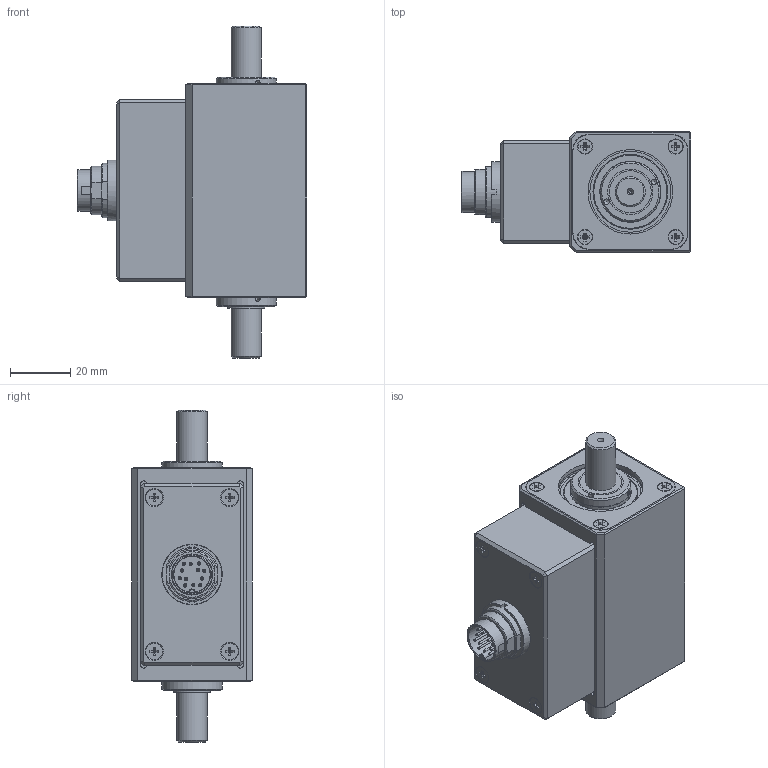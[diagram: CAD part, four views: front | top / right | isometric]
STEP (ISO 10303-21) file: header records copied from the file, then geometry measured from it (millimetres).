
FILE_DESCRIPTION( ( 'Unknown' ), '1' );
FILE_NAME( 'Dr2643-10Nm.stp', 'Unknown', ( 'Unknown' ), ( 'Unknown' ), 'PSStep 17.0.49', 'Unknown', ' ' );
FILE_SCHEMA( ( 'AUTOMOTIVE_DESIGN { 1 0 10303 214 1 1 1 1 }' ) );
Length unit declared in the file: millimetre
Products named in the file (20): 2643-B02_DOC-00044355; 2643-006_doc-00044138; 2643-013_doc-00044176; Senkschraube DIN 965-M2,5x5-H; 2643-B13_DOC-00064790; 2634-007_doc-00044141; DIN 625-T1-6002-2Z_15x32x9; 2643-039_DOC-00064791; 2643-031_Mutter mit Zuhaltung für 10Nm_DOC-00066487; DOC-00066488; 2643-B15_Elektronikgehäuse_DOC-00067869; Senkschraube DIN 965-M3x30-H; 2643-107_DOC-00105004; Assem1; mutter_09-0323-89-06_DOC-00067592; cerl0B20E61Fok6c
Assembly tree (35 placements, depth 3):
  Assem1
    mutter_09-0323-89-06_DOC-00067592
    cerl0B20E61Fok6c
    2643-B02_DOC-00044355
      2643-006_doc-00044138
      2643-013_doc-00044176  x2
      Senkschraube DIN 965-M2,5x5-H  x8
    2643-B13_DOC-00064790
      2634-007_doc-00044141
      DIN 625-T1-6002-2Z_15x32x9  x2
      DIN 625-T1-6002-2Z_15x32x9  x2
      DIN 625-T1-6002-2Z_15x32x9  x2
      DIN 625-T1-6002-2Z_15x32x9  x2
      DIN 625-T1-6002-2Z_15x32x9  x2
      2643-039_DOC-00064791
      2643-031_Mutter mit Zuhaltung für 10Nm_DOC-00066487
      DOC-00066488
    2643-B15_Elektronikgehäuse_DOC-00067869
      Senkschraube DIN 965-M3x30-H  x4
      2643-107_DOC-00105004
Bounding box: 76 x 40 x 110 mm (x, y, z)
Volume: 88354.8 mm3; surface area: 63873.2 mm2
Topology: 32 solids, 34 shells, 767 faces, 1802 edges, 1163 vertices
Faces by surface type: plane 373, cylinder 221, cone 89, torus 83, bspline 1
Full cylindrical faces by diameter (mm): 0.7 x24, 1 x2, 1.5 x2, 1.567 x2, 1.8 x2, 1.948 x8, 2.013 x8, 2.387 x4, 2.459 x4, 2.5 x8, 3 x4, 3.2 x4, 3.242 x4, 4 x2, 4.7 x8, 5.6 x4, 9.6 x1, 10 x3, 11.7 x1, 12 x1, 12.7 x1, 12.85 x1, 13.6 x1, 13.917 x2, 15 x4, 17.188 x1, 18.4 x4, 20 x4, 20.24 x4, 26.79 x4
Entity records: 15377 total; most frequent: CARTESIAN_POINT 2306, DIRECTION 2090, ORIENTED_EDGE 1506, AXIS2_PLACEMENT_3D 873, EDGE_LOOP 762, EDGE_CURVE 753, FACE_OUTER_BOUND 610, VERTEX_POINT 609
